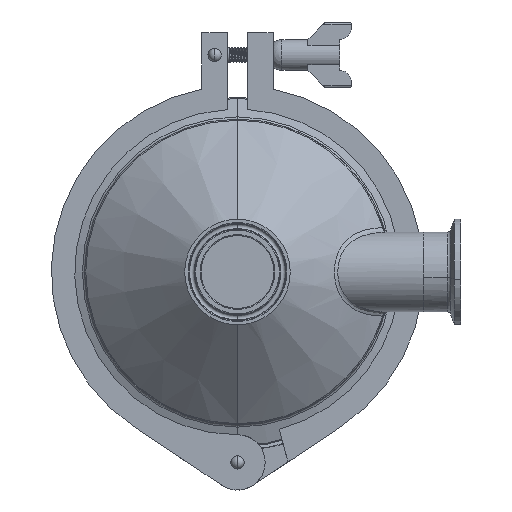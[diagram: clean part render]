
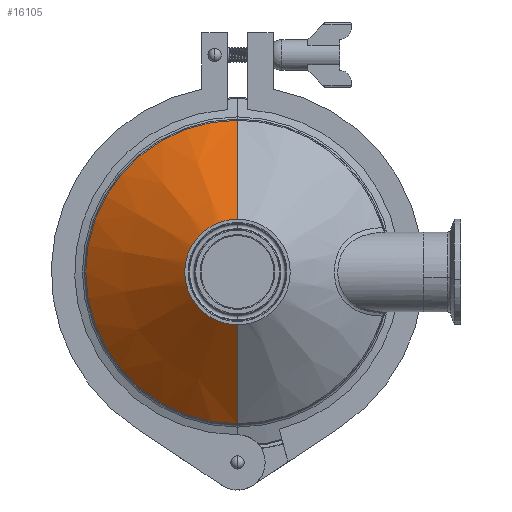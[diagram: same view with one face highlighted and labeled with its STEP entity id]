
A CAD part, front view. The second image highlights one B-rep face of the part: STEP entity #16105.
In plain terms, the highlighted conical face has half-angle 50.16 degrees and reference radius 72.459 mm.
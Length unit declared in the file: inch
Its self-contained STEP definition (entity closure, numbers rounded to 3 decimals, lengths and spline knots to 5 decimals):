
#1308 = CARTESIAN_POINT ( 'NONE',  ( 0., 0.08641, -2.85272 ) ) ;
#1621 = AXIS2_PLACEMENT_3D ( 'NONE', #7916, #17252, #18821 ) ;
#3256 = VERTEX_POINT ( 'NONE', #4918 ) ;
#3264 = CARTESIAN_POINT ( 'NONE',  ( 0., 0.08641, 2.85272 ) ) ;
#4170 = AXIS2_PLACEMENT_3D ( 'NONE', #13218, #14785, #8394 ) ;
#4204 = AXIS2_PLACEMENT_3D ( 'NONE', #5180, #8010, #14271 ) ;
#4216 = EDGE_CURVE ( 'Defeatured_0_66+Defeatured_0_67+Defeatured_0_67+Defeatured_0_67', #9778, #3256, #5016, .T. ) ;
#4474 = CARTESIAN_POINT ( 'NONE',  ( 0., 0.08641, -2.85272 ) ) ;
#4828 = VECTOR ( 'NONE', #17400, 39.37008 ) ;
#4918 = CARTESIAN_POINT ( 'NONE',  ( 0., -1.64941, -0.77228 ) ) ;
#5016 = CIRCLE ( 'NONE', #1621, 0.77228 ) ;
#5180 = CARTESIAN_POINT ( 'NONE',  ( 0., 0.08641, 0. ) ) ;
#5924 = CARTESIAN_POINT ( 'NONE',  ( 0., 0.08641, 2.85272 ) ) ;
#7916 = CARTESIAN_POINT ( 'NONE',  ( 0., -1.64941, 0. ) ) ;
#8010 = DIRECTION ( 'NONE',  ( 0., -1., 0. ) ) ;
#8200 = FACE_OUTER_BOUND ( 'NONE', #15491, .T. ) ;
#8394 = DIRECTION ( 'NONE',  ( 0., 0., 1. ) ) ;
#9001 = DIRECTION ( 'NONE',  ( 0., 0.641, -0.768 ) ) ;
#9778 = VERTEX_POINT ( 'NONE', #13259 ) ;
#9934 = EDGE_CURVE ( 'NONE', #3256, #15519, #20319, .T. ) ;
#10531 = ORIENTED_EDGE ( 'NONE', *, *, #18580, .T. ) ;
#11104 = ORIENTED_EDGE ( 'NONE', *, *, #9934, .F. ) ;
#12290 = VERTEX_POINT ( 'NONE', #5924 ) ;
#13218 = CARTESIAN_POINT ( 'NONE',  ( 0., 0.08641, 0. ) ) ;
#13259 = CARTESIAN_POINT ( 'NONE',  ( 0., -1.64941, 0.77228 ) ) ;
#13620 = LINE ( 'NONE', #3264, #4828 ) ;
#13887 = CIRCLE ( 'NONE', #4204, 2.85272 ) ;
#14271 = DIRECTION ( 'NONE',  ( 0., 0., -1. ) ) ;
#14686 = ORIENTED_EDGE ( 'NONE', *, *, #15764, .T. ) ;
#14785 = DIRECTION ( 'NONE',  ( 0., 1., 0. ) ) ;
#15158 = VECTOR ( 'NONE', #9001, 39.37008 ) ;
#15491 = EDGE_LOOP ( 'NONE', ( #11104, #16418, #14686, #10531 ) ) ;
#15519 = VERTEX_POINT ( 'NONE', #4474 ) ;
#15764 = EDGE_CURVE ( 'NONE', #9778, #12290, #13620, .T. ) ;
#16105 = ADVANCED_FACE ( 'Defeatured_0_67', ( #8200 ), #18767, .T. ) ;
#16418 = ORIENTED_EDGE ( 'NONE', *, *, #4216, .F. ) ;
#17252 = DIRECTION ( 'NONE',  ( 0., -1., 0. ) ) ;
#17400 = DIRECTION ( 'NONE',  ( 0., 0.641, 0.768 ) ) ;
#18580 = EDGE_CURVE ( 'Defeatured_0_67+Defeatured_0_68+Defeatured_0_63+Defeatured_0_63', #12290, #15519, #13887, .T. ) ;
#18767 = CONICAL_SURFACE ( 'NONE', #4170, 2.85272, 0.875 ) ;
#18821 = DIRECTION ( 'NONE',  ( 0., 0., -1. ) ) ;
#20319 = LINE ( 'NONE', #1308, #15158 ) ;
